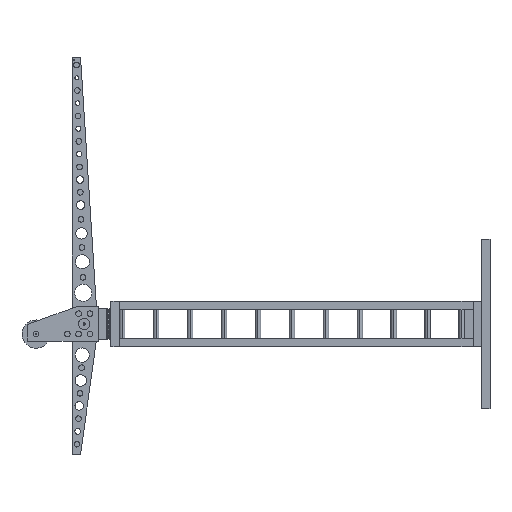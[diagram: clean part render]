
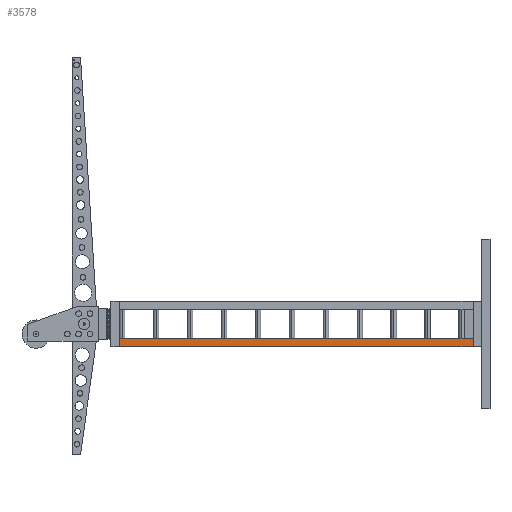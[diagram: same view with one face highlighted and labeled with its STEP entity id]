
A CAD part, left-side view. The second image highlights one B-rep face of the part: STEP entity #3578.
In plain terms, the highlighted planar face has unit normal (-1, 0, 0).
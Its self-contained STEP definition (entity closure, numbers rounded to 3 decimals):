
#878 = LINE ( 'NONE', #9119, #7290 ) ;
#1088 = CARTESIAN_POINT ( 'NONE',  ( 0., -125., 15. ) ) ;
#1169 = DIRECTION ( 'NONE',  ( 1., 0., 0. ) ) ;
#1275 = LINE ( 'NONE', #3858, #5450 ) ;
#1284 = CARTESIAN_POINT ( 'NONE',  ( 0., -750., 15. ) ) ;
#1799 = LINE ( 'NONE', #1284, #10162 ) ;
#2803 = CARTESIAN_POINT ( 'NONE',  ( 0., -750., 15. ) ) ;
#3012 = DIRECTION ( 'NONE',  ( 0., 0., -1. ) ) ;
#3578 = ADVANCED_FACE ( 'NONE', ( #6636 ), #4467, .F. ) ;
#3608 = CARTESIAN_POINT ( 'NONE',  ( 0., -125., 15. ) ) ;
#3858 = CARTESIAN_POINT ( 'NONE',  ( 0., -125., 15. ) ) ;
#4048 = VERTEX_POINT ( 'NONE', #5886 ) ;
#4345 = CARTESIAN_POINT ( 'NONE',  ( 0., -125., 0. ) ) ;
#4467 = PLANE ( 'NONE',  #6630 ) ;
#4471 = EDGE_CURVE ( 'NONE', #7650, #10560, #1275, .T. ) ;
#4523 = LINE ( 'NONE', #4345, #8432 ) ;
#4631 = DIRECTION ( 'NONE',  ( 0., 0., -1. ) ) ;
#5450 = VECTOR ( 'NONE', #3012, 1000. ) ;
#5822 = DIRECTION ( 'NONE',  ( 0., -1., 0. ) ) ;
#5886 = CARTESIAN_POINT ( 'NONE',  ( 0., -750., 0. ) ) ;
#6630 = AXIS2_PLACEMENT_3D ( 'NONE', #3608, #1169, #6993 ) ;
#6636 = FACE_OUTER_BOUND ( 'NONE', #10635, .T. ) ;
#6875 = ORIENTED_EDGE ( 'NONE', *, *, #7141, .F. ) ;
#6993 = DIRECTION ( 'NONE',  ( 0., 1., 0. ) ) ;
#7141 = EDGE_CURVE ( 'NONE', #8238, #4048, #1799, .T. ) ;
#7251 = CARTESIAN_POINT ( 'NONE',  ( 0., -125., 0. ) ) ;
#7290 = VECTOR ( 'NONE', #5822, 1000. ) ;
#7434 = EDGE_CURVE ( 'NONE', #7650, #8238, #878, .T. ) ;
#7650 = VERTEX_POINT ( 'NONE', #1088 ) ;
#8087 = EDGE_CURVE ( 'NONE', #10560, #4048, #4523, .T. ) ;
#8238 = VERTEX_POINT ( 'NONE', #2803 ) ;
#8432 = VECTOR ( 'NONE', #10205, 1000. ) ;
#9119 = CARTESIAN_POINT ( 'NONE',  ( 0., -125., 15. ) ) ;
#9502 = ORIENTED_EDGE ( 'NONE', *, *, #8087, .T. ) ;
#10160 = ORIENTED_EDGE ( 'NONE', *, *, #4471, .T. ) ;
#10162 = VECTOR ( 'NONE', #4631, 1000. ) ;
#10205 = DIRECTION ( 'NONE',  ( 0., -1., 0. ) ) ;
#10340 = ORIENTED_EDGE ( 'NONE', *, *, #7434, .F. ) ;
#10560 = VERTEX_POINT ( 'NONE', #7251 ) ;
#10635 = EDGE_LOOP ( 'NONE', ( #9502, #6875, #10340, #10160 ) ) ;
